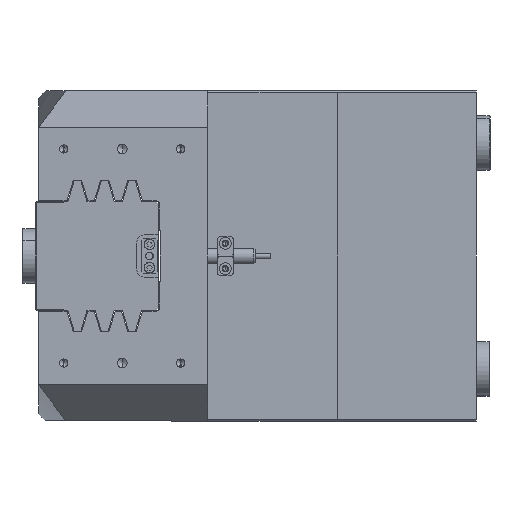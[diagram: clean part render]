
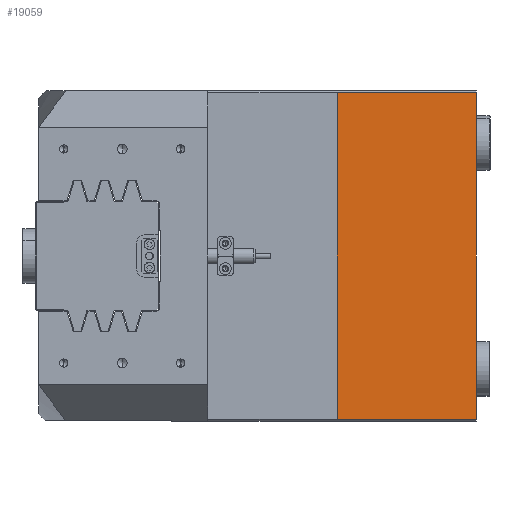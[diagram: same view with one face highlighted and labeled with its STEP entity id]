
A CAD part, left-side view. The second image highlights one B-rep face of the part: STEP entity #19059.
In plain terms, the highlighted planar face has unit normal (-1, 0, 0).
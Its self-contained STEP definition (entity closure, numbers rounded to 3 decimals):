
#2258 = ORIENTED_EDGE ( 'NONE', *, *, #6008, .T. ) ;
#6008 = EDGE_CURVE ( 'NONE', #38952, #41129, #18685, .T. ) ;
#6264 = DIRECTION ( 'NONE',  ( 0., 0., -1. ) ) ;
#6711 = CARTESIAN_POINT ( 'NONE',  ( -145., 84.8, -71.5 ) ) ;
#7725 = VECTOR ( 'NONE', #39843, 1000. ) ;
#8080 = EDGE_CURVE ( 'NONE', #38952, #43049, #41360, .T. ) ;
#9125 = DIRECTION ( 'NONE',  ( 0., 1., 0. ) ) ;
#12502 = AXIS2_PLACEMENT_3D ( 'NONE', #6711, #16760, #6264 ) ;
#15698 = CARTESIAN_POINT ( 'NONE',  ( -145., 84.8, -71.5 ) ) ;
#16406 = CARTESIAN_POINT ( 'NONE',  ( -145., 83.8, 0. ) ) ;
#16760 = DIRECTION ( 'NONE',  ( 1., 0., 0. ) ) ;
#18485 = EDGE_LOOP ( 'NONE', ( #28284, #38887, #38177, #2258 ) ) ;
#18502 = CARTESIAN_POINT ( 'NONE',  ( -145., 83.8, -71.5 ) ) ;
#18685 = LINE ( 'NONE', #33455, #7725 ) ;
#19059 = ADVANCED_FACE ( 'NONE', ( #37632 ), #36480, .F. ) ;
#19540 = VECTOR ( 'NONE', #21626, 1000. ) ;
#20641 = LINE ( 'NONE', #25255, #38329 ) ;
#21626 = DIRECTION ( 'NONE',  ( 0., 1., 0. ) ) ;
#22887 = LINE ( 'NONE', #18502, #26012 ) ;
#23281 = EDGE_CURVE ( 'NONE', #30724, #43049, #22887, .T. ) ;
#25255 = CARTESIAN_POINT ( 'NONE',  ( -145., 84.8, 0. ) ) ;
#26012 = VECTOR ( 'NONE', #35033, 1000. ) ;
#27570 = EDGE_CURVE ( 'NONE', #41129, #30724, #20641, .T. ) ;
#28284 = ORIENTED_EDGE ( 'NONE', *, *, #27570, .T. ) ;
#28414 = CARTESIAN_POINT ( 'NONE',  ( -145., -83.8, -71.5 ) ) ;
#30724 = VERTEX_POINT ( 'NONE', #16406 ) ;
#33455 = CARTESIAN_POINT ( 'NONE',  ( -145., -83.8, -71.5 ) ) ;
#34371 = CARTESIAN_POINT ( 'NONE',  ( -145., -83.8, 0. ) ) ;
#35033 = DIRECTION ( 'NONE',  ( 0., 0., -1. ) ) ;
#36480 = PLANE ( 'NONE',  #12502 ) ;
#37304 = CARTESIAN_POINT ( 'NONE',  ( -145., 83.8, -71.5 ) ) ;
#37632 = FACE_OUTER_BOUND ( 'NONE', #18485, .T. ) ;
#38177 = ORIENTED_EDGE ( 'NONE', *, *, #8080, .F. ) ;
#38329 = VECTOR ( 'NONE', #9125, 1000. ) ;
#38887 = ORIENTED_EDGE ( 'NONE', *, *, #23281, .T. ) ;
#38952 = VERTEX_POINT ( 'NONE', #28414 ) ;
#39843 = DIRECTION ( 'NONE',  ( 0., 0., 1. ) ) ;
#41129 = VERTEX_POINT ( 'NONE', #34371 ) ;
#41360 = LINE ( 'NONE', #15698, #19540 ) ;
#43049 = VERTEX_POINT ( 'NONE', #37304 ) ;
